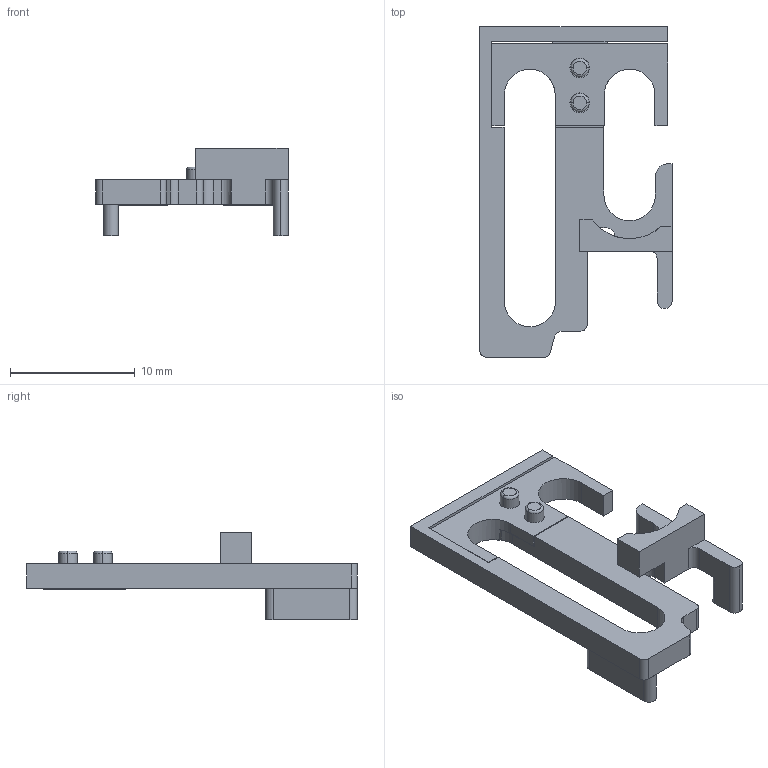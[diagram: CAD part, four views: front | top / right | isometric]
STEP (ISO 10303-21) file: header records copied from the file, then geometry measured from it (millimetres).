
FILE_DESCRIPTION(('CATIA V5 STEP Exchange','CAx-IF Rec.Pracs.--- Model Styling and Organization---1.4--- 2014-01-23'),'2;1');
FILE_NAME ('001864-2_1', '2021-08-09T07:18:22+00:00', ('none'), ('Weidmueller'), 'CATIA Version 5-6 Release 2016 SP3 HF44', 'CATIA V5 STEP AP214', 'none');
FILE_SCHEMA(('AUTOMOTIVE_DESIGN { 1 0 10303 214 1 1 1 1 }'));
Length unit declared in the file: millimetre
Products named in the file (1): 0358460000
Bounding box: 15.4 x 26.5 x 7 mm (x, y, z)
Volume: 476.6 mm3; surface area: 1033.5 mm2
Topology: 2 solids, 2 shells, 87 faces, 249 edges, 165 vertices
Faces by surface type: plane 54, cylinder 29, torus 4
Entity records: 2767 total; most frequent: ORIENTED_EDGE 498, CARTESIAN_POINT 495, DIRECTION 395, EDGE_CURVE 249, VECTOR 175, LINE 175, VERTEX_POINT 165, AXIS2_PLACEMENT_3D 147
